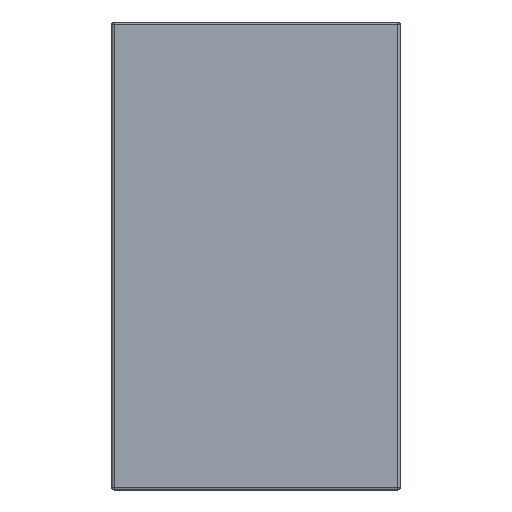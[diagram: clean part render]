
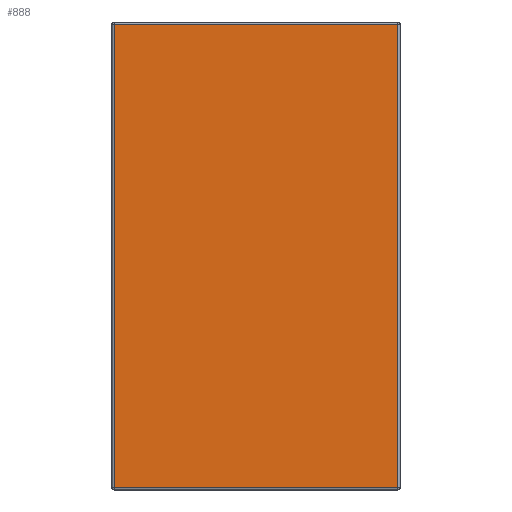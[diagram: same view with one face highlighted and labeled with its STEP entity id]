
A CAD part, left-side view. The second image highlights one B-rep face of the part: STEP entity #888.
In plain terms, the highlighted planar face has unit normal (-1, 0, 0).
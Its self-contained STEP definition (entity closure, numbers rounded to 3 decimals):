
#49 = CARTESIAN_POINT ( 'NONE',  ( 0., 1.25, -0.01 ) ) ;
#137 = CARTESIAN_POINT ( 'NONE',  ( 0., 1.24, -0.01 ) ) ;
#224 = DIRECTION ( 'NONE',  ( 0., 0., 1. ) ) ;
#246 = EDGE_LOOP ( 'NONE', ( #792, #255, #1836, #1805 ) ) ;
#255 = ORIENTED_EDGE ( 'NONE', *, *, #768, .F. ) ;
#362 = VERTEX_POINT ( 'NONE', #137 ) ;
#383 = DIRECTION ( 'NONE',  ( 1., 0., 0. ) ) ;
#520 = CARTESIAN_POINT ( 'NONE',  ( 0., 0.01, 0. ) ) ;
#547 = VERTEX_POINT ( 'NONE', #1463 ) ;
#600 = VERTEX_POINT ( 'NONE', #670 ) ;
#606 = CARTESIAN_POINT ( 'NONE',  ( 0., 0.01, -2.02 ) ) ;
#659 = LINE ( 'NONE', #520, #1832 ) ;
#670 = CARTESIAN_POINT ( 'NONE',  ( 0., 1.24, -2.02 ) ) ;
#693 = CARTESIAN_POINT ( 'NONE',  ( 0., 1.24, -2.03 ) ) ;
#768 = EDGE_CURVE ( 'NONE', #1920, #600, #843, .T. ) ;
#792 = ORIENTED_EDGE ( 'NONE', *, *, #907, .F. ) ;
#813 = LINE ( 'NONE', #693, #1585 ) ;
#843 = LINE ( 'NONE', #1561, #1253 ) ;
#865 = EDGE_CURVE ( 'NONE', #547, #1920, #659, .T. ) ;
#888 = ADVANCED_FACE ( 'NONE', ( #1231 ), #1603, .F. ) ;
#907 = EDGE_CURVE ( 'NONE', #600, #362, #813, .T. ) ;
#1057 = VECTOR ( 'NONE', #1122, 1000. ) ;
#1097 = EDGE_CURVE ( 'NONE', #362, #547, #1460, .T. ) ;
#1122 = DIRECTION ( 'NONE',  ( 0., -1., 0. ) ) ;
#1231 = FACE_OUTER_BOUND ( 'NONE', #246, .T. ) ;
#1253 = VECTOR ( 'NONE', #1394, 1000. ) ;
#1294 = CARTESIAN_POINT ( 'NONE',  ( 0., 1.25, 0. ) ) ;
#1394 = DIRECTION ( 'NONE',  ( 0., 1., 0. ) ) ;
#1448 = DIRECTION ( 'NONE',  ( 0., 0., -1. ) ) ;
#1460 = LINE ( 'NONE', #49, #1057 ) ;
#1463 = CARTESIAN_POINT ( 'NONE',  ( 0., 0.01, -0.01 ) ) ;
#1561 = CARTESIAN_POINT ( 'NONE',  ( 0., 1.25, -2.02 ) ) ;
#1585 = VECTOR ( 'NONE', #224, 1000. ) ;
#1594 = DIRECTION ( 'NONE',  ( 0., 0., -1. ) ) ;
#1603 = PLANE ( 'NONE',  #1604 ) ;
#1604 = AXIS2_PLACEMENT_3D ( 'NONE', #1294, #383, #1448 ) ;
#1805 = ORIENTED_EDGE ( 'NONE', *, *, #1097, .F. ) ;
#1832 = VECTOR ( 'NONE', #1594, 1000. ) ;
#1836 = ORIENTED_EDGE ( 'NONE', *, *, #865, .F. ) ;
#1920 = VERTEX_POINT ( 'NONE', #606 ) ;
